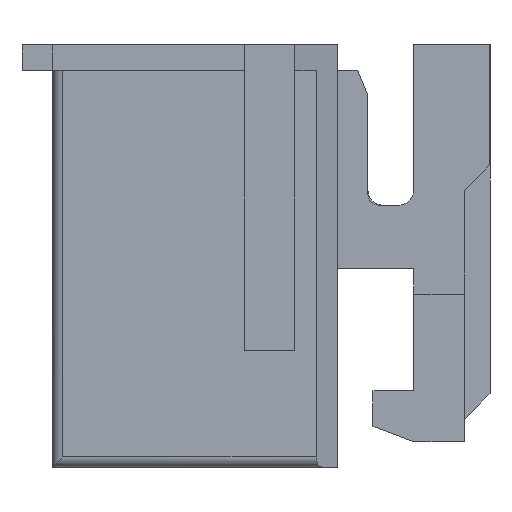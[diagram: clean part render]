
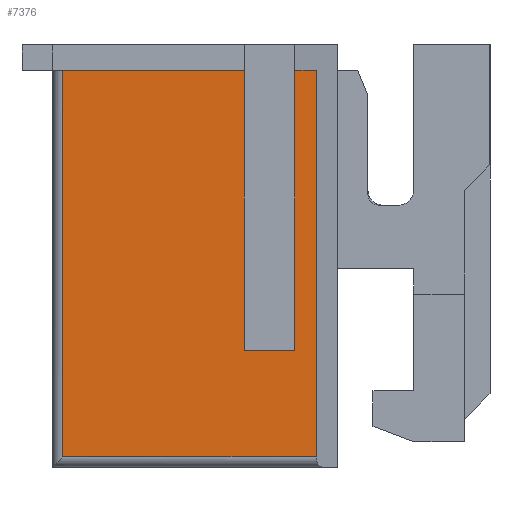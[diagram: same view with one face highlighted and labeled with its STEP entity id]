
A CAD part, left-side view. The second image highlights one B-rep face of the part: STEP entity #7376.
In plain terms, the highlighted planar face has unit normal (-1, 0, 0).
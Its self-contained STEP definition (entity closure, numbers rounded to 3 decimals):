
#1264 = DIRECTION ( 'NONE',  ( 0., 0., -1. ) ) ;
#1282 = DIRECTION ( 'NONE',  ( 0., 0., 1. ) ) ;
#2585 = FACE_OUTER_BOUND ( 'NONE', #14064, .T. ) ;
#2722 = CARTESIAN_POINT ( 'NONE',  ( -30.35, -1.965, 2.5 ) ) ;
#3139 = EDGE_CURVE ( 'NONE', #3732, #6357, #27934, .T. ) ;
#3477 = DIRECTION ( 'NONE',  ( 0., 1., 0. ) ) ;
#3732 = VERTEX_POINT ( 'NONE', #18071 ) ;
#4323 = LINE ( 'NONE', #31267, #19836 ) ;
#4877 = VECTOR ( 'NONE', #7997, 1000. ) ;
#6357 = VERTEX_POINT ( 'NONE', #22186 ) ;
#6489 = VECTOR ( 'NONE', #19659, 1000. ) ;
#7376 = ADVANCED_FACE ( 'NONE', ( #2585 ), #27371, .T. ) ;
#7471 = CARTESIAN_POINT ( 'NONE',  ( -30.35, -1.965, 7.8 ) ) ;
#7997 = DIRECTION ( 'NONE',  ( 0., -1., 0. ) ) ;
#8108 = VECTOR ( 'NONE', #26855, 1000. ) ;
#8457 = DIRECTION ( 'NONE',  ( 0., 0., 1. ) ) ;
#8783 = CARTESIAN_POINT ( 'NONE',  ( -30.35, 2.6, 7.8 ) ) ;
#9364 = VERTEX_POINT ( 'NONE', #29488 ) ;
#9843 = CARTESIAN_POINT ( 'NONE',  ( -30.35, -0.965, 7.8 ) ) ;
#10345 = DIRECTION ( 'NONE',  ( 0., -1., 0. ) ) ;
#10561 = ORIENTED_EDGE ( 'NONE', *, *, #15546, .T. ) ;
#11972 = ORIENTED_EDGE ( 'NONE', *, *, #13118, .T. ) ;
#12071 = CARTESIAN_POINT ( 'NONE',  ( -30.35, -1.965, 7.8 ) ) ;
#12893 = VERTEX_POINT ( 'NONE', #12071 ) ;
#13118 = EDGE_CURVE ( 'NONE', #24578, #23773, #27205, .T. ) ;
#13362 = LINE ( 'NONE', #7471, #4877 ) ;
#13804 = EDGE_CURVE ( 'NONE', #26400, #23773, #15373, .T. ) ;
#14064 = EDGE_LOOP ( 'NONE', ( #33176, #27311, #10561, #11972, #14904, #21962, #34281, #23084 ) ) ;
#14246 = VECTOR ( 'NONE', #3477, 1000. ) ;
#14900 = EDGE_CURVE ( 'NONE', #31327, #6357, #22335, .T. ) ;
#14904 = ORIENTED_EDGE ( 'NONE', *, *, #13804, .F. ) ;
#15373 = LINE ( 'NONE', #9843, #33807 ) ;
#15546 = EDGE_CURVE ( 'NONE', #12893, #24578, #24040, .T. ) ;
#17002 = VECTOR ( 'NONE', #10345, 1000. ) ;
#17391 = EDGE_CURVE ( 'NONE', #3732, #9364, #4323, .T. ) ;
#18071 = CARTESIAN_POINT ( 'NONE',  ( -30.35, -2.382, 0.2 ) ) ;
#18815 = CARTESIAN_POINT ( 'NONE',  ( -30.35, -1.965, 2.5 ) ) ;
#19659 = DIRECTION ( 'NONE',  ( 0., 0., -1. ) ) ;
#19669 = CARTESIAN_POINT ( 'NONE',  ( -30.35, -0.965, 7.8 ) ) ;
#19836 = VECTOR ( 'NONE', #1282, 1000. ) ;
#20223 = EDGE_CURVE ( 'NONE', #31327, #26400, #29599, .T. ) ;
#21234 = CARTESIAN_POINT ( 'NONE',  ( -30.35, -0.965, 2.5 ) ) ;
#21330 = VECTOR ( 'NONE', #21368, 1000. ) ;
#21368 = DIRECTION ( 'NONE',  ( 0., 0., -1. ) ) ;
#21523 = CARTESIAN_POINT ( 'NONE',  ( -30.35, 2.6, 7.8 ) ) ;
#21962 = ORIENTED_EDGE ( 'NONE', *, *, #20223, .F. ) ;
#22186 = CARTESIAN_POINT ( 'NONE',  ( -30.35, 2.6, 0.2 ) ) ;
#22335 = LINE ( 'NONE', #8783, #6489 ) ;
#23084 = ORIENTED_EDGE ( 'NONE', *, *, #3139, .F. ) ;
#23491 = AXIS2_PLACEMENT_3D ( 'NONE', #24696, #32905, #8457 ) ;
#23773 = VERTEX_POINT ( 'NONE', #21234 ) ;
#24040 = LINE ( 'NONE', #34943, #21330 ) ;
#24578 = VERTEX_POINT ( 'NONE', #2722 ) ;
#24696 = CARTESIAN_POINT ( 'NONE',  ( -30.35, 2.8, 0. ) ) ;
#26400 = VERTEX_POINT ( 'NONE', #19669 ) ;
#26483 = EDGE_CURVE ( 'NONE', #12893, #9364, #13362, .T. ) ;
#26855 = DIRECTION ( 'NONE',  ( 0., 1., 0. ) ) ;
#27205 = LINE ( 'NONE', #18815, #8108 ) ;
#27311 = ORIENTED_EDGE ( 'NONE', *, *, #26483, .F. ) ;
#27371 = PLANE ( 'NONE',  #23491 ) ;
#27934 = LINE ( 'NONE', #30607, #14246 ) ;
#29488 = CARTESIAN_POINT ( 'NONE',  ( -30.35, -2.383, 7.8 ) ) ;
#29599 = LINE ( 'NONE', #34795, #17002 ) ;
#30607 = CARTESIAN_POINT ( 'NONE',  ( -30.35, -2.383, 0.2 ) ) ;
#31267 = CARTESIAN_POINT ( 'NONE',  ( -30.35, -2.383, 0.2 ) ) ;
#31327 = VERTEX_POINT ( 'NONE', #21523 ) ;
#32905 = DIRECTION ( 'NONE',  ( -1., 0., 0. ) ) ;
#33176 = ORIENTED_EDGE ( 'NONE', *, *, #17391, .T. ) ;
#33807 = VECTOR ( 'NONE', #1264, 1000. ) ;
#34281 = ORIENTED_EDGE ( 'NONE', *, *, #14900, .T. ) ;
#34795 = CARTESIAN_POINT ( 'NONE',  ( -30.35, 2.6, 7.8 ) ) ;
#34943 = CARTESIAN_POINT ( 'NONE',  ( -30.35, -1.965, 7.8 ) ) ;
